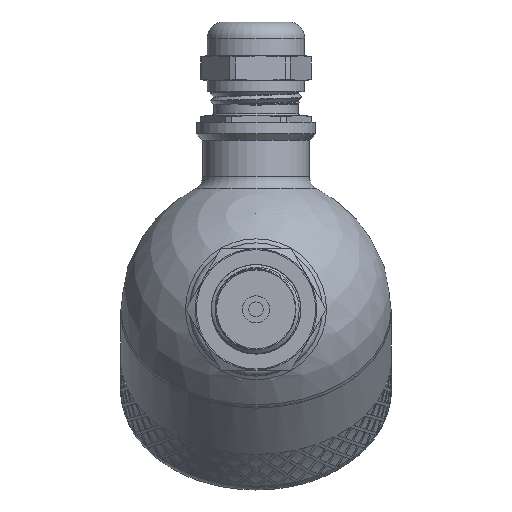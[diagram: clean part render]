
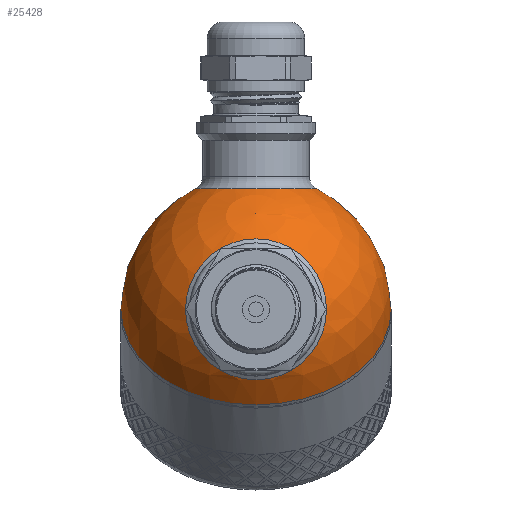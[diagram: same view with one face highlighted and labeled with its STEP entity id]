
A CAD part, left-side view. The second image highlights one B-rep face of the part: STEP entity #25428.
In plain terms, the highlighted spherical face has radius 30 mm.
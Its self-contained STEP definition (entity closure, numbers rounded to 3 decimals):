
#136=SPHERICAL_SURFACE('',#27020,30.);
#241=FACE_BOUND('',#3791,.T.);
#242=FACE_BOUND('',#3792,.T.);
#2126=FACE_OUTER_BOUND('',#3790,.T.);
#3790=EDGE_LOOP('',(#18481,#18482,#18483,#18484));
#3791=EDGE_LOOP('',(#18485));
#3792=EDGE_LOOP('',(#18486));
#5302=CIRCLE('',#26943,30.);
#5303=CIRCLE('',#26944,30.);
#5330=CIRCLE('',#27016,13.5);
#5333=CIRCLE('',#27021,30.);
#5334=CIRCLE('',#27022,15.643);
#9878=VERTEX_POINT('',#34214);
#9879=VERTEX_POINT('',#34216);
#10406=VERTEX_POINT('',#40980);
#10408=VERTEX_POINT('',#40987);
#10409=VERTEX_POINT('',#40989);
#12623=EDGE_CURVE('',#9878,#9879,#5302,.T.);
#12624=EDGE_CURVE('',#9879,#9878,#5303,.T.);
#13417=EDGE_CURVE('',#10406,#10406,#5330,.T.);
#13420=EDGE_CURVE('',#9879,#10408,#5333,.T.);
#13421=EDGE_CURVE('',#10409,#10409,#5334,.T.);
#18481=ORIENTED_EDGE('',*,*,#12624,.F.);
#18482=ORIENTED_EDGE('',*,*,#13420,.T.);
#18483=ORIENTED_EDGE('',*,*,#13420,.F.);
#18484=ORIENTED_EDGE('',*,*,#12623,.F.);
#18485=ORIENTED_EDGE('',*,*,#13421,.F.);
#18486=ORIENTED_EDGE('',*,*,#13417,.F.);
#25428=ADVANCED_FACE('',(#2126,#241,#242),#136,.T.);
#26943=AXIS2_PLACEMENT_3D('',#34217,#28372,#28373);
#26944=AXIS2_PLACEMENT_3D('',#34218,#28374,#28375);
#27016=AXIS2_PLACEMENT_3D('',#40981,#28796,#28797);
#27020=AXIS2_PLACEMENT_3D('',#40986,#28804,#28805);
#27021=AXIS2_PLACEMENT_3D('',#40988,#28806,#28807);
#27022=AXIS2_PLACEMENT_3D('',#40990,#28808,#28809);
#28372=DIRECTION('center_axis',(1.,0.,0.));
#28373=DIRECTION('ref_axis',(0.,1.,0.));
#28374=DIRECTION('center_axis',(1.,0.,0.));
#28375=DIRECTION('ref_axis',(0.,1.,0.));
#28796=DIRECTION('center_axis',(-0.707,0.,-0.707));
#28797=DIRECTION('ref_axis',(-0.707,0.,0.707));
#28804=DIRECTION('center_axis',(1.,0.,0.));
#28805=DIRECTION('ref_axis',(0.,-1.,0.));
#28806=DIRECTION('center_axis',(0.,0.,1.));
#28807=DIRECTION('ref_axis',(0.,1.,0.));
#28808=DIRECTION('center_axis',(-0.707,0.,0.707));
#28809=DIRECTION('ref_axis',(0.707,0.,0.707));
#34214=CARTESIAN_POINT('',(0.,-30.,0.));
#34216=CARTESIAN_POINT('',(0.,30.,0.));
#34217=CARTESIAN_POINT('Origin',(0.,0.,0.));
#34218=CARTESIAN_POINT('Origin',(0.,0.,0.));
#40980=CARTESIAN_POINT('',(-9.398,0.,-28.49));
#40981=CARTESIAN_POINT('Origin',(-18.944,0.,-18.944));
#40986=CARTESIAN_POINT('Origin',(0.,0.,0.));
#40987=CARTESIAN_POINT('',(-30.,0.,0.));
#40988=CARTESIAN_POINT('Origin',(0.,0.,0.));
#40989=CARTESIAN_POINT('',(-29.162,0.,7.04));
#40990=CARTESIAN_POINT('Origin',(-18.101,0.,18.101));
